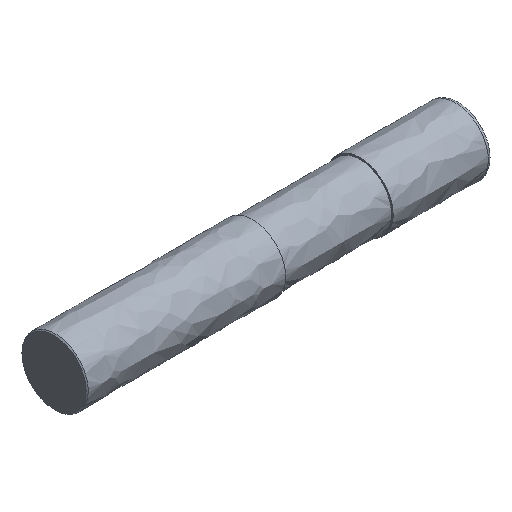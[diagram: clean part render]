
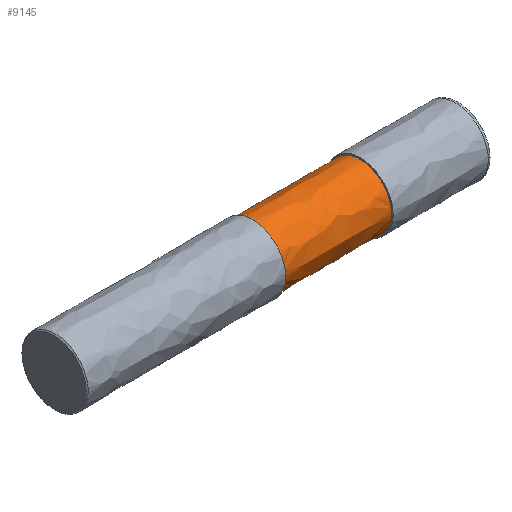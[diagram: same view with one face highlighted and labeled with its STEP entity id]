
A CAD part, isometric view. The second image highlights one B-rep face of the part: STEP entity #9145.
In plain terms, the highlighted free-form (B-spline) face has degree [5, 3] with [6, 4] control points.
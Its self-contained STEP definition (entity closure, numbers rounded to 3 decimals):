
#9051 = CARTESIAN_POINT ('', (-24., 7.6, 0.));
#9052 = VERTEX_POINT ('', #9051);
#9060 = CARTESIAN_POINT ('', (-24., 7.6, 0.));
#9061 = CARTESIAN_POINT ('', (-24., 7.6, -30.4));
#9062 = CARTESIAN_POINT ('', (-24., -22.8, -15.2));
#9063 = CARTESIAN_POINT ('', (-24., -22.8, 15.2));
#9064 = CARTESIAN_POINT ('', (-24., 7.6, 30.4));
#9065 = CARTESIAN_POINT ('', (-24., 7.6, 0.));
#9066 = (
   BOUNDED_CURVE ()
   B_SPLINE_CURVE (5, (#9060, #9061, #9062, #9063, #9064, #9065), .UNSPECIFIED., .T., .U.)
   B_SPLINE_CURVE_WITH_KNOTS ((6, 6), (0., 1.), .UNSPECIFIED.)
   CURVE ()
   GEOMETRIC_REPRESENTATION_ITEM ()
   RATIONAL_B_SPLINE_CURVE ((5., 1., 1., 1., 1., 5.))
   REPRESENTATION_ITEM ('')
);
#9067 = EDGE_CURVE ('', #9052, #9052, #9066, .T.);
#9098 = ORIENTED_EDGE ('', *, *, #9067, .T.);
#9099 = CARTESIAN_POINT ('', (-50., 7.6, 0.));
#9100 = VERTEX_POINT ('', #9099);
#9101 = CARTESIAN_POINT ('', (-50., 7.6, 0.));
#9102 = CARTESIAN_POINT ('', (-41.333, 7.6, 0.));
#9103 = CARTESIAN_POINT ('', (-32.667, 7.6, 0.));
#9104 = CARTESIAN_POINT ('', (-24., 7.6, 0.));
#9105 = B_SPLINE_CURVE_WITH_KNOTS ('', 3, (#9101, #9102, #9103, #9104), .UNSPECIFIED., .F., .U., (4, 4), (0., 1.), .UNSPECIFIED.);
#9106 = EDGE_CURVE ('', #9100, #9052, #9105, .T.);
#9107 = ORIENTED_EDGE ('', *, *, #9106, .F.);
#9108 = CARTESIAN_POINT ('', (-50., 7.6, 0.));
#9109 = CARTESIAN_POINT ('', (-50., 7.6, -30.4));
#9110 = CARTESIAN_POINT ('', (-50., -22.8, -15.2));
#9111 = CARTESIAN_POINT ('', (-50., -22.8, 15.2));
#9112 = CARTESIAN_POINT ('', (-50., 7.6, 30.4));
#9113 = CARTESIAN_POINT ('', (-50., 7.6, 0.));
#9114 = (
   BOUNDED_CURVE ()
   B_SPLINE_CURVE (5, (#9108, #9109, #9110, #9111, #9112, #9113), .UNSPECIFIED., .T., .U.)
   B_SPLINE_CURVE_WITH_KNOTS ((6, 6), (0., 1.), .UNSPECIFIED.)
   CURVE ()
   GEOMETRIC_REPRESENTATION_ITEM ()
   RATIONAL_B_SPLINE_CURVE ((5., 1., 1., 1., 1., 5.))
   REPRESENTATION_ITEM ('')
);
#9115 = EDGE_CURVE ('', #9100, #9100, #9114, .T.);
#9116 = ORIENTED_EDGE ('', *, *, #9115, .F.);
#9117 = ORIENTED_EDGE ('', *, *, #9106, .T.);
#9118 = EDGE_LOOP ('', (#9098, #9107, #9116, #9117));
#9119 = FACE_OUTER_BOUND ('', #9118, .T.);
#9120 = CARTESIAN_POINT ('', (-50., 7.6, 0.));
#9121 = CARTESIAN_POINT ('', (-41.333, 7.6, 0.));
#9122 = CARTESIAN_POINT ('', (-32.667, 7.6, 0.));
#9123 = CARTESIAN_POINT ('', (-24., 7.6, 0.));
#9124 = CARTESIAN_POINT ('', (-50., 7.6, 30.4));
#9125 = CARTESIAN_POINT ('', (-41.333, 7.6, 30.4));
#9126 = CARTESIAN_POINT ('', (-32.667, 7.6, 30.4));
#9127 = CARTESIAN_POINT ('', (-24., 7.6, 30.4));
#9128 = CARTESIAN_POINT ('', (-50., -22.8, 15.2));
#9129 = CARTESIAN_POINT ('', (-41.333, -22.8, 15.2));
#9130 = CARTESIAN_POINT ('', (-32.667, -22.8, 15.2));
#9131 = CARTESIAN_POINT ('', (-24., -22.8, 15.2));
#9132 = CARTESIAN_POINT ('', (-50., -22.8, -15.2));
#9133 = CARTESIAN_POINT ('', (-41.333, -22.8, -15.2));
#9134 = CARTESIAN_POINT ('', (-32.667, -22.8, -15.2));
#9135 = CARTESIAN_POINT ('', (-24., -22.8, -15.2));
#9136 = CARTESIAN_POINT ('', (-50., 7.6, -30.4));
#9137 = CARTESIAN_POINT ('', (-41.333, 7.6, -30.4));
#9138 = CARTESIAN_POINT ('', (-32.667, 7.6, -30.4));
#9139 = CARTESIAN_POINT ('', (-24., 7.6, -30.4));
#9140 = CARTESIAN_POINT ('', (-50., 7.6, 0.));
#9141 = CARTESIAN_POINT ('', (-41.333, 7.6, 0.));
#9142 = CARTESIAN_POINT ('', (-32.667, 7.6, 0.));
#9143 = CARTESIAN_POINT ('', (-24., 7.6, 0.));
#9144 = (
   BOUNDED_SURFACE ()
   B_SPLINE_SURFACE (5, 3, ((#9120, #9121, #9122, #9123), (#9124, #9125, #9126, #9127), (#9128, #9129, #9130, #9131), (#9132, #9133, #9134, #9135), (#9136, #9137, #9138, #9139), (#9140, #9141, #9142, #9143)), .UNSPECIFIED., .T., .F., .U.)
   B_SPLINE_SURFACE_WITH_KNOTS ((6, 6), (4, 4), (0., 1.), (0., 1.), .UNSPECIFIED.)
   SURFACE ()
   GEOMETRIC_REPRESENTATION_ITEM ()
   RATIONAL_B_SPLINE_SURFACE (((5., 5., 5., 5.), (1., 1., 1., 1.), (1., 1., 1., 1.), (1., 1., 1., 1.), (1., 1., 1., 1.), (5., 5., 5., 5.)))
   REPRESENTATION_ITEM ('')
);
#9145 = ADVANCED_FACE ('', (#9119), #9144, .T.);
